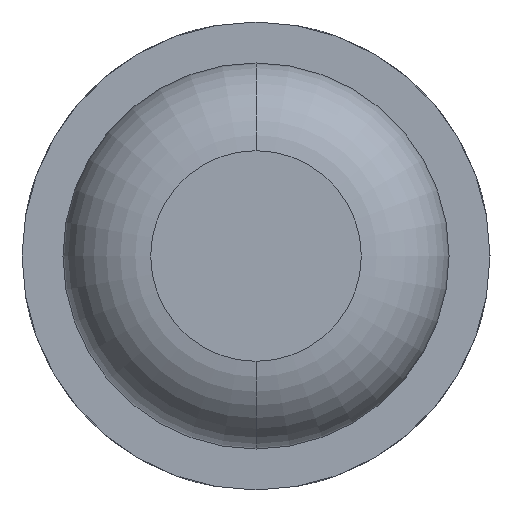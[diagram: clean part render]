
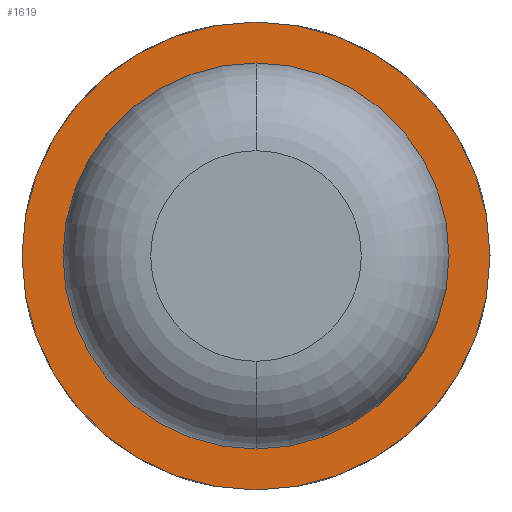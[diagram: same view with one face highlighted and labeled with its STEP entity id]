
A CAD part, front view. The second image highlights one B-rep face of the part: STEP entity #1619.
In plain terms, the highlighted planar face has unit normal (0, -1, 0).
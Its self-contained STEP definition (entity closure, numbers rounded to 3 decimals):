
#35 = VERTEX_POINT ( 'NONE', #1885 ) ;
#151 = EDGE_LOOP ( 'NONE', ( #1722, #1358 ) ) ;
#168 = ORIENTED_EDGE ( 'NONE', *, *, #4626, .F. ) ;
#373 = DIRECTION ( 'NONE',  ( 0., 1., 0. ) ) ;
#387 = AXIS2_PLACEMENT_3D ( 'NONE', #3530, #3880, #4179 ) ;
#445 = EDGE_CURVE ( 'Defeature ausgef�hrt1_1+Defeature ausgef�hrt1_4+Defeature ausgef�hrt1_4+Defeature ausgef�hrt1_4', #2054, #35, #1608, .T. ) ;
#451 = AXIS2_PLACEMENT_3D ( 'NONE', #875, #1989, #4133 ) ;
#818 = DIRECTION ( 'NONE',  ( -1., 0., 0. ) ) ;
#875 = CARTESIAN_POINT ( 'NONE',  ( 0., -2., 0. ) ) ;
#1258 = CIRCLE ( 'NONE', #2981, 0.825 ) ;
#1358 = ORIENTED_EDGE ( 'NONE', *, *, #445, .T. ) ;
#1553 = CARTESIAN_POINT ( 'NONE',  ( 0., -2., 0. ) ) ;
#1608 = CIRCLE ( 'NONE', #2423, 0.825 ) ;
#1619 = ADVANCED_FACE ( 'Defeature ausgef�hrt1_1', ( #2452, #1702 ), #2401, .F. ) ;
#1702 = FACE_BOUND ( 'NONE', #151, .T. ) ;
#1722 = ORIENTED_EDGE ( 'NONE', *, *, #4442, .T. ) ;
#1831 = DIRECTION ( 'NONE',  ( -1., 0., 0. ) ) ;
#1859 = CIRCLE ( 'NONE', #1938, 1. ) ;
#1885 = CARTESIAN_POINT ( 'NONE',  ( 0., -2., 0.825 ) ) ;
#1922 = VERTEX_POINT ( 'NONE', #2592 ) ;
#1938 = AXIS2_PLACEMENT_3D ( 'NONE', #1553, #2583, #818 ) ;
#1989 = DIRECTION ( 'NONE',  ( 0., 1., 0. ) ) ;
#2054 = VERTEX_POINT ( 'NONE', #4311 ) ;
#2330 = ORIENTED_EDGE ( 'NONE', *, *, #3044, .F. ) ;
#2335 = DIRECTION ( 'NONE',  ( -1., 0., 0. ) ) ;
#2401 = PLANE ( 'NONE',  #387 ) ;
#2423 = AXIS2_PLACEMENT_3D ( 'NONE', #2481, #373, #1831 ) ;
#2452 = FACE_OUTER_BOUND ( 'NONE', #2600, .T. ) ;
#2481 = CARTESIAN_POINT ( 'NONE',  ( 0., -2., 0. ) ) ;
#2583 = DIRECTION ( 'NONE',  ( 0., 1., 0. ) ) ;
#2592 = CARTESIAN_POINT ( 'NONE',  ( -1., -2., 0. ) ) ;
#2600 = EDGE_LOOP ( 'NONE', ( #168, #2330 ) ) ;
#2981 = AXIS2_PLACEMENT_3D ( 'NONE', #3059, #4486, #2335 ) ;
#3044 = EDGE_CURVE ( 'Defeature ausgef�hrt1_2+Defeature ausgef�hrt1_1+Defeature ausgef�hrt1_1+Defeature ausgef�hrt1_1', #4389, #1922, #3455, .T. ) ;
#3059 = CARTESIAN_POINT ( 'NONE',  ( 0., -2., 0. ) ) ;
#3376 = CARTESIAN_POINT ( 'NONE',  ( 1., -2., 0. ) ) ;
#3455 = CIRCLE ( 'NONE', #451, 1. ) ;
#3530 = CARTESIAN_POINT ( 'NONE',  ( 0.825, -2., 0. ) ) ;
#3880 = DIRECTION ( 'NONE',  ( 0., 1., 0. ) ) ;
#4133 = DIRECTION ( 'NONE',  ( -1., 0., 0. ) ) ;
#4179 = DIRECTION ( 'NONE',  ( -1., 0., 0. ) ) ;
#4311 = CARTESIAN_POINT ( 'NONE',  ( 0., -2., -0.825 ) ) ;
#4389 = VERTEX_POINT ( 'NONE', #3376 ) ;
#4442 = EDGE_CURVE ( 'Defeature ausgef�hrt1_1+Defeature ausgef�hrt1_4+Defeature ausgef�hrt1_4+Defeature ausgef�hrt1_4', #35, #2054, #1258, .T. ) ;
#4486 = DIRECTION ( 'NONE',  ( 0., 1., 0. ) ) ;
#4626 = EDGE_CURVE ( 'Defeature ausgef�hrt1_2+Defeature ausgef�hrt1_1+Defeature ausgef�hrt1_1+Defeature ausgef�hrt1_1', #1922, #4389, #1859, .T. ) ;
